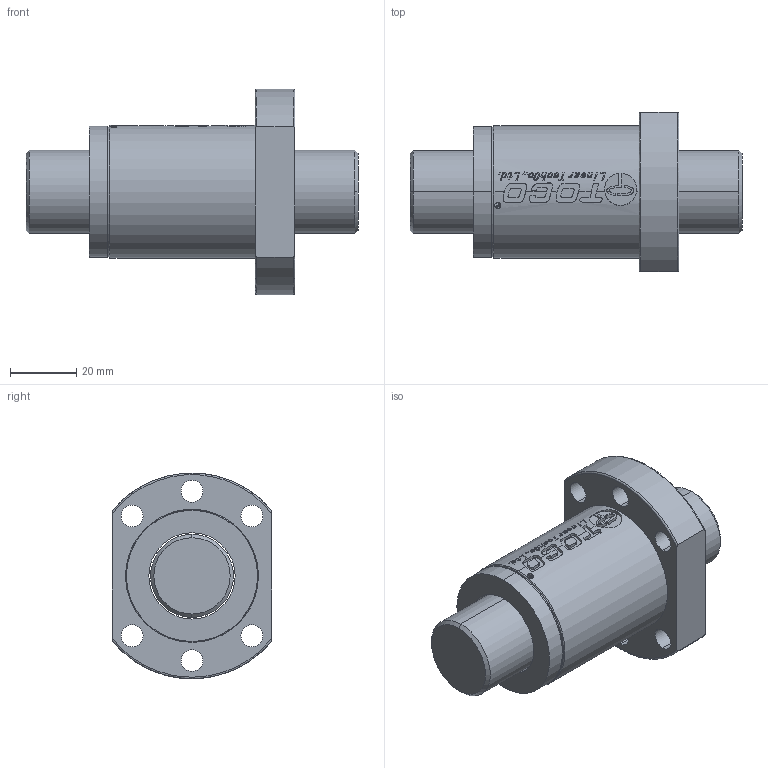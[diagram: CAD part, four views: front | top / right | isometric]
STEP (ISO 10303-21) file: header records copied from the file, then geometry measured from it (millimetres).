
FILE_DESCRIPTION (( 'STEP AP203' ), '1' );
FILE_NAME ('SFS02510.STEP', '2019-04-04T06:46:59', ( '' ), ( '' ), 'SwSTEP 2.0', 'SolidWorks 2015', '' );
FILE_SCHEMA (( 'CONFIG_CONTROL_DESIGN' ));
Length unit declared in the file: millimetre
Products named in the file (1): SFS02510
Bounding box: 100 x 48 x 61.94 mm (x, y, z)
Volume: 107797.3 mm3; surface area: 32073.5 mm2
Topology: 4 solids, 4 shells, 692 faces, 1944 edges, 1294 vertices
Faces by surface type: plane 609, cylinder 50, bspline 29, cone 4
Entity records: 24095 total; most frequent: CARTESIAN_POINT 7679, ORIENTED_EDGE 3888, DIRECTION 2822, EDGE_CURVE 1944, VERTEX_POINT 1294, LINE 1290, VECTOR 1290, AXIS2_PLACEMENT_3D 766
